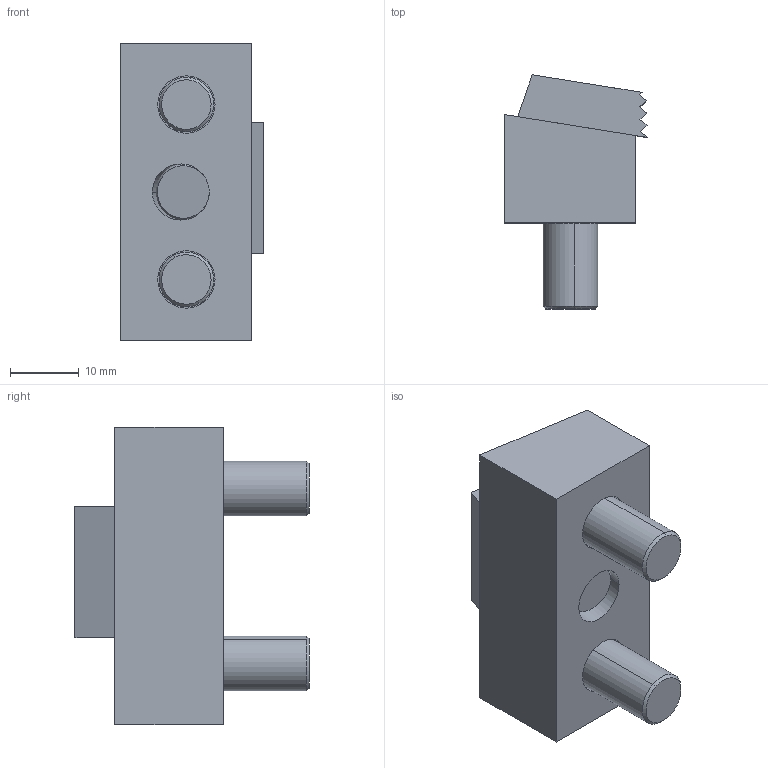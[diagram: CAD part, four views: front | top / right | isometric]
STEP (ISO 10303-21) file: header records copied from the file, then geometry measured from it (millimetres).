
FILE_DESCRIPTION (( 'STEP AP203' ), '1' );
FILE_NAME ('SW3dPS-54110.step', '2009-12-16T09:17:24', ( 'SysAdmin' ), ( 'SolidWorks' ), 'SwSTEP 2.0', 'SolidWorks 2010', '' );
FILE_SCHEMA (( 'CONFIG_CONTROL_DESIGN' ));
Length unit declared in the file: inch
Products named in the file (5): SW3dPS-54110_750; SW3dPS-54110; SW3dPS-54110_24106; SW3dPS-54110_312-18; SW3dPS-54110_10371
Assembly tree (5 placements, depth 2):
  SW3dPS-54110
    SW3dPS-54110_312-18  x2
    SW3dPS-54110_24106
    SW3dPS-54110_750
    SW3dPS-54110_10371
Bounding box: 20.69 x 34 x 43.18 mm (x, y, z)
Volume: 13860.3 mm3; surface area: 8484.9 mm2
Topology: 5 solids, 5 shells, 97 faces, 221 edges, 141 vertices
Faces by surface type: plane 57, cylinder 26, cone 8, bspline 4, sphere 2
Entity records: 2890 total; most frequent: CARTESIAN_POINT 525, DIRECTION 389, ORIENTED_EDGE 360, EDGE_CURVE 180, AXIS2_PLACEMENT_3D 137, VERTEX_POINT 116, VECTOR 115, LINE 115
